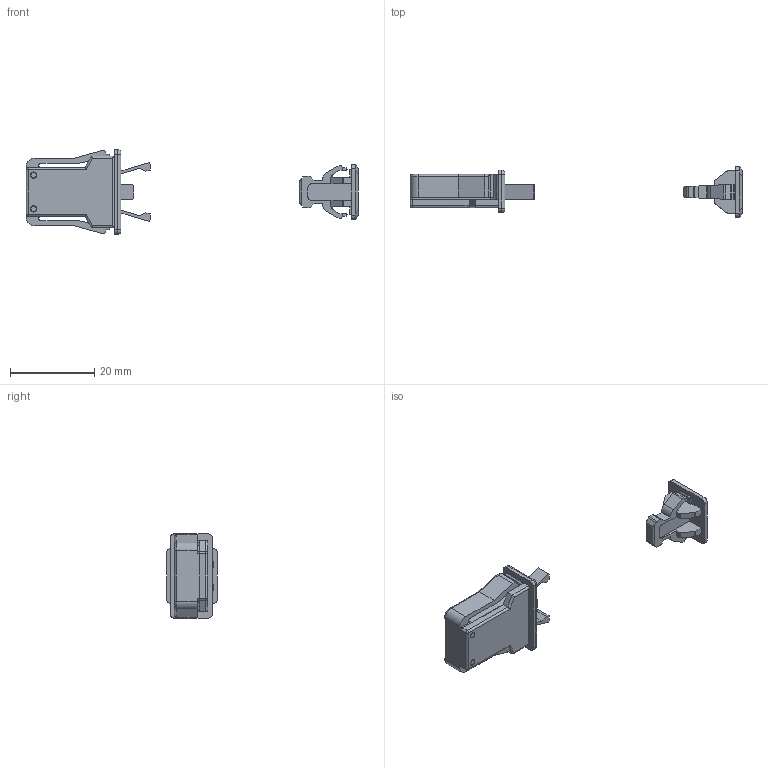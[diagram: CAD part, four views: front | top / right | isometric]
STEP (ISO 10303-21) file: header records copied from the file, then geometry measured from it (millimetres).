
FILE_DESCRIPTION (( 'STEP AP214' ), '1' );
FILE_NAME ('TL_236_2.STEP', '2015-05-27T00:58:33', ( '' ), ( '' ), 'SwSTEP 2.0', 'SolidWorks 2015', '' );
FILE_SCHEMA (( 'AUTOMOTIVE_DESIGN' ));
Length unit declared in the file: millimetre
Products named in the file (5): keeper; housing_B; housing_A; arm; TL_236_2
Assembly tree (4 placements, depth 2):
  TL_236_2
    arm
    housing_A
    housing_B
    keeper
Bounding box: 78.7 x 12 x 20 mm (x, y, z)
Volume: 2888.6 mm3; surface area: 3836 mm2
Topology: 4 solids, 4 shells, 238 faces, 649 edges, 420 vertices
Faces by surface type: plane 137, cylinder 89, torus 6, cone 4, sphere 2
Entity records: 7669 total; most frequent: CARTESIAN_POINT 1510, ORIENTED_EDGE 1294, DIRECTION 1205, EDGE_CURVE 647, LINE 463, VECTOR 463, VERTEX_POINT 420, AXIS2_PLACEMENT_3D 371
